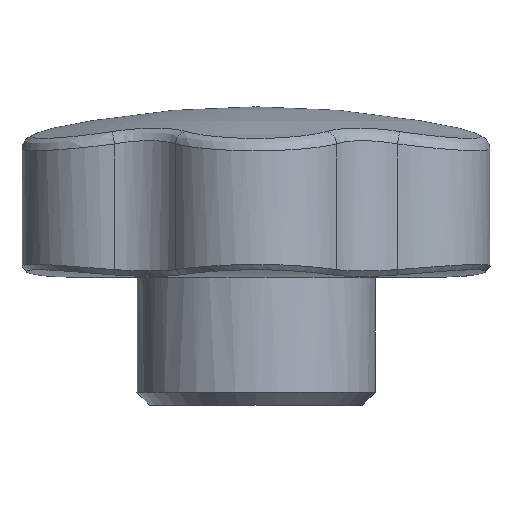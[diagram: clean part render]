
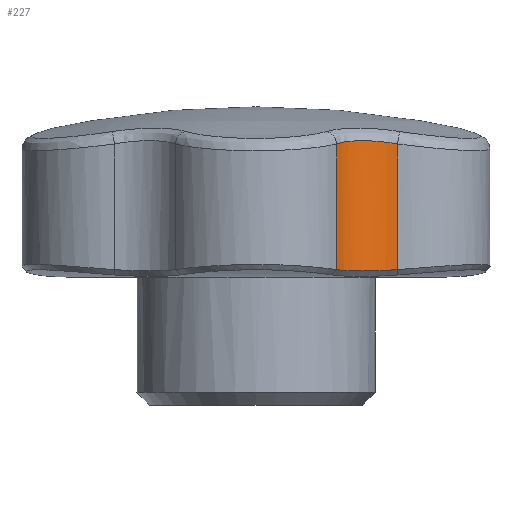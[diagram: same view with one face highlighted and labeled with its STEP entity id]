
A CAD part, front view. The second image highlights one B-rep face of the part: STEP entity #227.
In plain terms, the highlighted cylindrical face has radius 8.5 mm (diameter 17 mm), a partial arc.
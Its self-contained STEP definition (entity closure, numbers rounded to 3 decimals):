
#227 = ADVANCED_FACE( '', ( #358 ), #359, .F. );
#358 = FACE_OUTER_BOUND( '', #1609, .T. );
#359 = CYLINDRICAL_SURFACE( '', #1610, 8.5 );
#1609 = EDGE_LOOP( '', ( #2147, #2148, #2149, #2150 ) );
#1610 = AXIS2_PLACEMENT_3D( '', #2151, #2152, #2153 );
#2147 = ORIENTED_EDGE( '', *, *, #2423, .T. );
#2148 = ORIENTED_EDGE( '', *, *, #2367, .T. );
#2149 = ORIENTED_EDGE( '', *, *, #2418, .F. );
#2150 = ORIENTED_EDGE( '', *, *, #2420, .T. );
#2151 = CARTESIAN_POINT( '', ( 16.742, -28.998, 36.7 ) );
#2152 = DIRECTION( '', ( 0., 0., 1. ) );
#2153 = DIRECTION( '', ( -1., 0., 0. ) );
#2367 = EDGE_CURVE( '', #2600, #2590, #2604, .T. );
#2418 = EDGE_CURVE( '', #2677, #2590, #2681, .T. );
#2420 = EDGE_CURVE( '', #2677, #2682, #2684, .T. );
#2423 = EDGE_CURVE( '', #2682, #2600, #2688, .T. );
#2590 = VERTEX_POINT( '', #3581 );
#2600 = VERTEX_POINT( '', #3679 );
#2604 = B_SPLINE_CURVE_WITH_KNOTS( '', 3, ( #3699, #3700, #3701, #3702, #3703, #3704, #3705, #3706, #3707, #3708, #3709, #3710, #3711, #3712 ), .UNSPECIFIED., .F., .F., ( 4, 2, 2, 2, 2, 2, 4 ), ( 0., 0.001, 0.002, 0.004, 0.005, 0.007, 0.009 ), .UNSPECIFIED. );
#2677 = VERTEX_POINT( '', #4968 );
#2681 = LINE( '', #5041, #5042 );
#2682 = VERTEX_POINT( '', #5043 );
#2684 = B_SPLINE_CURVE_WITH_KNOTS( '', 3, ( #5045, #5046, #5047, #5048, #5049, #5050, #5051, #5052, #5053, #5054, #5055, #5056, #5057, #5058, #5059, #5060, #5061, #5062, #5063, #5064, #5065, #5066, #5067, #5068, #5069, #5070, #5071, #5072, #5073, #5074, #5075, #5076, #5077, #5078, #5079, #5080 ), .UNSPECIFIED., .F., .F., ( 4, 1, 1, 1, 1, 2, 2, 1, 1, 2, 1, 1, 1, 2, 2, 1, 1, 2, 1, 1, 1, 2, 2, 1, 1, 4 ), ( 0., 0.001, 0.001, 0.002, 0.002, 0.003, 0.003, 0.003, 0.003, 0.003, 0.004, 0.004, 0.005, 0.005, 0.005, 0.006, 0.006, 0.006, 0.006, 0.007, 0.008, 0.008, 0.008, 0.008, 0.008, 0.009 ), .UNSPECIFIED. );
#2688 = LINE( '', #5119, #5120 );
#3581 = CARTESIAN_POINT( '', ( 16.617, -20.499, 15.902 ) );
#3679 = CARTESIAN_POINT( '', ( 9.444, -24.64, 15.902 ) );
#3699 = CARTESIAN_POINT( '', ( 9.444, -24.64, 15.902 ) );
#3700 = CARTESIAN_POINT( '', ( 9.63, -24.328, 15.879 ) );
#3701 = CARTESIAN_POINT( '', ( 9.835, -24.031, 15.857 ) );
#3702 = CARTESIAN_POINT( '', ( 10.28, -23.464, 15.817 ) );
#3703 = CARTESIAN_POINT( '', ( 10.523, -23.192, 15.799 ) );
#3704 = CARTESIAN_POINT( '', ( 11.295, -22.433, 15.755 ) );
#3705 = CARTESIAN_POINT( '', ( 11.865, -21.999, 15.739 ) );
#3706 = CARTESIAN_POINT( '', ( 12.803, -21.457, 15.739 ) );
#3707 = CARTESIAN_POINT( '', ( 13.13, -21.295, 15.743 ) );
#3708 = CARTESIAN_POINT( '', ( 13.793, -21.018, 15.758 ) );
#3709 = CARTESIAN_POINT( '', ( 14.132, -20.901, 15.77 ) );
#3710 = CARTESIAN_POINT( '', ( 15.168, -20.614, 15.814 ) );
#3711 = CARTESIAN_POINT( '', ( 15.891, -20.509, 15.856 ) );
#3712 = CARTESIAN_POINT( '', ( 16.617, -20.499, 15.902 ) );
#4968 = CARTESIAN_POINT( '', ( 16.617, -20.499, 30.648 ) );
#5041 = CARTESIAN_POINT( '', ( 16.617, -20.499, 36.7 ) );
#5042 = VECTOR( '', #5362, 1000. );
#5043 = CARTESIAN_POINT( '', ( 9.444, -24.64, 30.648 ) );
#5045 = CARTESIAN_POINT( '', ( 16.617, -20.499, 30.648 ) );
#5046 = CARTESIAN_POINT( '', ( 16.437, -20.501, 30.68 ) );
#5047 = CARTESIAN_POINT( '', ( 16.078, -20.518, 30.739 ) );
#5048 = CARTESIAN_POINT( '', ( 15.545, -20.577, 30.816 ) );
#5049 = CARTESIAN_POINT( '', ( 15.016, -20.669, 30.882 ) );
#5050 = CARTESIAN_POINT( '', ( 14.492, -20.795, 30.936 ) );
#5051 = CARTESIAN_POINT( '', ( 14.146, -20.902, 30.965 ) );
#5052 = CARTESIAN_POINT( '', ( 13.952, -20.969, 30.979 ) );
#5053 = CARTESIAN_POINT( '', ( 13.93, -20.976, 30.98 ) );
#5054 = CARTESIAN_POINT( '', ( 13.888, -20.991, 30.983 ) );
#5055 = CARTESIAN_POINT( '', ( 13.823, -21.014, 30.988 ) );
#5056 = CARTESIAN_POINT( '', ( 13.674, -21.07, 30.997 ) );
#5057 = CARTESIAN_POINT( '', ( 13.548, -21.12, 31.004 ) );
#5058 = CARTESIAN_POINT( '', ( 13.297, -21.225, 31.016 ) );
#5059 = CARTESIAN_POINT( '', ( 12.969, -21.375, 31.029 ) );
#5060 = CARTESIAN_POINT( '', ( 12.492, -21.63, 31.035 ) );
#5061 = CARTESIAN_POINT( '', ( 12.032, -21.915, 31.029 ) );
#5062 = CARTESIAN_POINT( '', ( 11.736, -22.126, 31.017 ) );
#5063 = CARTESIAN_POINT( '', ( 11.573, -22.25, 31.007 ) );
#5064 = CARTESIAN_POINT( '', ( 11.555, -22.264, 31.006 ) );
#5065 = CARTESIAN_POINT( '', ( 11.519, -22.292, 31.004 ) );
#5066 = CARTESIAN_POINT( '', ( 11.465, -22.334, 31.001 ) );
#5067 = CARTESIAN_POINT( '', ( 11.341, -22.433, 30.992 ) );
#5068 = CARTESIAN_POINT( '', ( 11.237, -22.521, 30.984 ) );
#5069 = CARTESIAN_POINT( '', ( 11.032, -22.699, 30.965 ) );
#5070 = CARTESIAN_POINT( '', ( 10.767, -22.944, 30.937 ) );
#5071 = CARTESIAN_POINT( '', ( 10.397, -23.334, 30.882 ) );
#5072 = CARTESIAN_POINT( '', ( 10.051, -23.746, 30.817 ) );
#5073 = CARTESIAN_POINT( '', ( 9.838, -24.036, 30.765 ) );
#5074 = CARTESIAN_POINT( '', ( 9.723, -24.203, 30.734 ) );
#5075 = CARTESIAN_POINT( '', ( 9.711, -24.222, 30.73 ) );
#5076 = CARTESIAN_POINT( '', ( 9.685, -24.259, 30.723 ) );
#5077 = CARTESIAN_POINT( '', ( 9.648, -24.316, 30.712 ) );
#5078 = CARTESIAN_POINT( '', ( 9.561, -24.448, 30.687 ) );
#5079 = CARTESIAN_POINT( '', ( 9.49, -24.563, 30.664 ) );
#5080 = CARTESIAN_POINT( '', ( 9.444, -24.64, 30.648 ) );
#5119 = CARTESIAN_POINT( '', ( 9.444, -24.64, 36.7 ) );
#5120 = VECTOR( '', #5369, 1000. );
#5362 = DIRECTION( '', ( 0., 0., -1. ) );
#5369 = DIRECTION( '', ( 0., 0., -1. ) );
